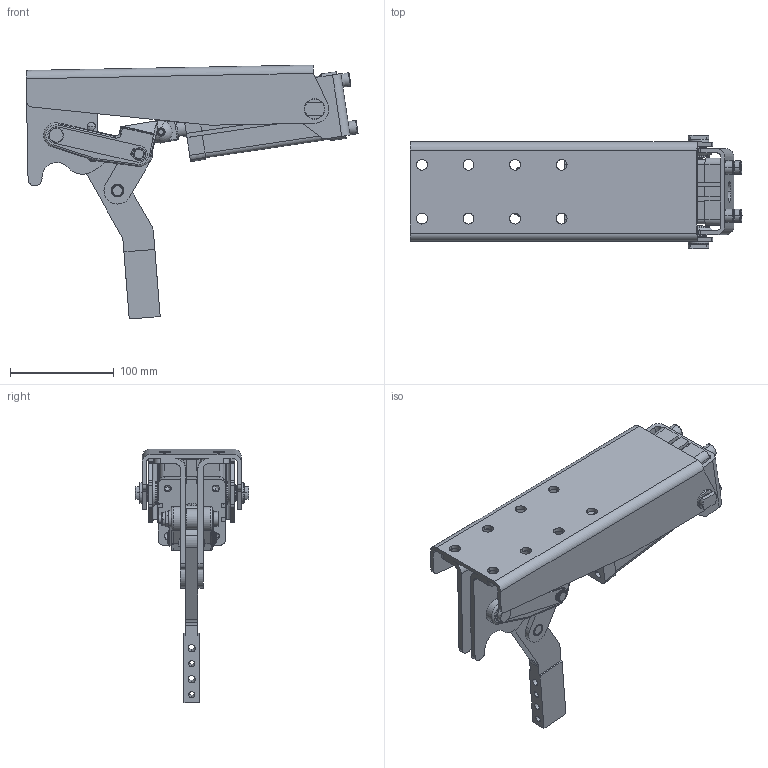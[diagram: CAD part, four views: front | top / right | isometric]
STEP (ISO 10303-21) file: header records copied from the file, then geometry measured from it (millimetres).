
FILE_DESCRIPTION((''),'2;1');
FILE_NAME('765.LH-opened.stp','2005-09-28T12:54:01',('CAD'),(''),'Autodesk Inventor 8','Autodesk Inventor 8','');
FILE_SCHEMA(('AUTOMOTIVE_DESIGN { 1 0 10303 214 1 1 1 1 }'));
Length unit declared in the file: millimetre
Products named in the file (1): Part12
Bounding box: 320.67 x 109.5 x 245.31 mm (x, y, z)
Volume: 1043894.3 mm3; surface area: 257728.2 mm2
Topology: 1 solids, 123 shells, 2687 faces, 7460 edges, 4873 vertices
Faces by surface type: plane 1631, cylinder 724, cone 174, bspline 130, torus 20, sphere 8
Entity records: 87295 total; most frequent: CARTESIAN_POINT 21313, ORIENTED_EDGE 14872, DIRECTION 13203, EDGE_CURVE 7436, VERTEX_POINT 4873, AXIS2_PLACEMENT_3D 4859, VECTOR 3485, LINE 3485
